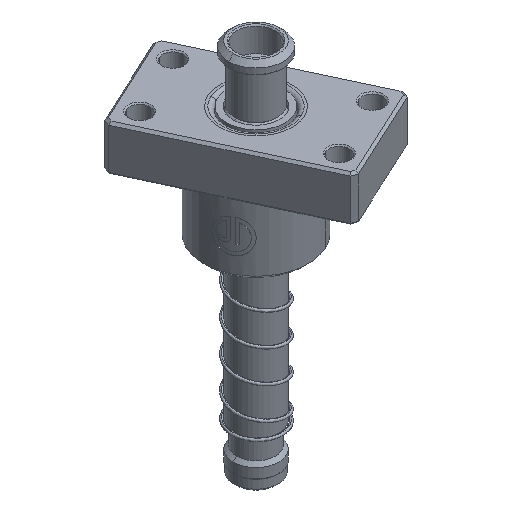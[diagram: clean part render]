
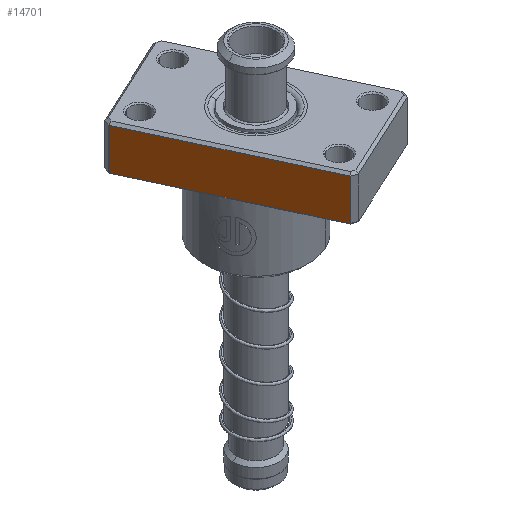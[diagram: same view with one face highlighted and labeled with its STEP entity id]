
A CAD part, isometric view. The second image highlights one B-rep face of the part: STEP entity #14701.
In plain terms, the highlighted face is planar.
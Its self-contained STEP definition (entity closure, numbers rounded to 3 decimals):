
#10 = LINE ( 'NONE', #6149, #20185 ) ;
#563 = ORIENTED_EDGE ( 'NONE', *, *, #25101, .T. ) ;
#1035 = DIRECTION ( 'NONE',  ( 0., 0., -1. ) ) ;
#2321 = VECTOR ( 'NONE', #5403, 1000. ) ;
#2599 = CARTESIAN_POINT ( 'NONE',  ( -40., 24., 1. ) ) ;
#3117 = EDGE_CURVE ( 'NONE', #23728, #22056, #18038, .T. ) ;
#4213 = EDGE_LOOP ( 'NONE', ( #14366, #21834, #24899, #563 ) ) ;
#4512 = CARTESIAN_POINT ( 'NONE',  ( -40., 24., 20. ) ) ;
#4671 = VERTEX_POINT ( 'NONE', #12092 ) ;
#5403 = DIRECTION ( 'NONE',  ( 0., 0., -1. ) ) ;
#6149 = CARTESIAN_POINT ( 'NONE',  ( 40., 24., 19. ) ) ;
#6695 = LINE ( 'NONE', #2599, #24220 ) ;
#9519 = CARTESIAN_POINT ( 'NONE',  ( -40., 24., 20. ) ) ;
#10825 = CARTESIAN_POINT ( 'NONE',  ( -40., 24., 19. ) ) ;
#10838 = VECTOR ( 'NONE', #1035, 1000. ) ;
#12092 = CARTESIAN_POINT ( 'NONE',  ( 40., 24., 1. ) ) ;
#12971 = EDGE_CURVE ( 'NONE', #4671, #22056, #6695, .T. ) ;
#14366 = ORIENTED_EDGE ( 'NONE', *, *, #15792, .T. ) ;
#14538 = FACE_OUTER_BOUND ( 'NONE', #4213, .T. ) ;
#14701 = ADVANCED_FACE ( 'NONE', ( #14538 ), #20731, .F. ) ;
#15045 = AXIS2_PLACEMENT_3D ( 'NONE', #4512, #25380, #18675 ) ;
#15792 = EDGE_CURVE ( 'NONE', #16072, #4671, #26133, .T. ) ;
#16072 = VERTEX_POINT ( 'NONE', #25661 ) ;
#18038 = LINE ( 'NONE', #9519, #10838 ) ;
#18320 = CARTESIAN_POINT ( 'NONE',  ( 40., 24., 20. ) ) ;
#18675 = DIRECTION ( 'NONE',  ( 0., 0., -1. ) ) ;
#20185 = VECTOR ( 'NONE', #25214, 1000. ) ;
#20731 = PLANE ( 'NONE',  #15045 ) ;
#21834 = ORIENTED_EDGE ( 'NONE', *, *, #12971, .T. ) ;
#22056 = VERTEX_POINT ( 'NONE', #25273 ) ;
#23728 = VERTEX_POINT ( 'NONE', #10825 ) ;
#24220 = VECTOR ( 'NONE', #25492, 1000. ) ;
#24899 = ORIENTED_EDGE ( 'NONE', *, *, #3117, .F. ) ;
#25101 = EDGE_CURVE ( 'NONE', #23728, #16072, #10, .T. ) ;
#25214 = DIRECTION ( 'NONE',  ( 1., 0., 0. ) ) ;
#25273 = CARTESIAN_POINT ( 'NONE',  ( -40., 24., 1. ) ) ;
#25380 = DIRECTION ( 'NONE',  ( 0., -1., 0. ) ) ;
#25492 = DIRECTION ( 'NONE',  ( -1., 0., 0. ) ) ;
#25661 = CARTESIAN_POINT ( 'NONE',  ( 40., 24., 19. ) ) ;
#26133 = LINE ( 'NONE', #18320, #2321 ) ;
